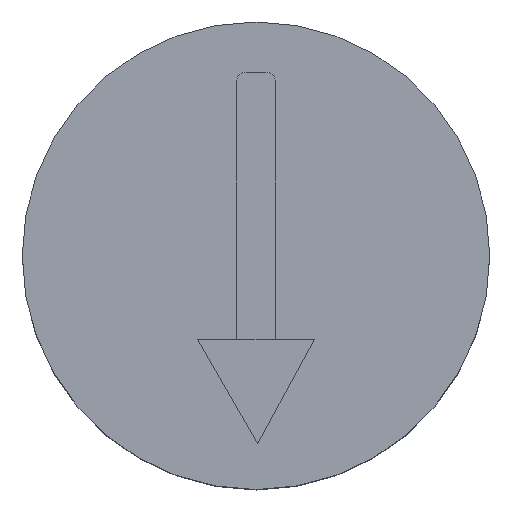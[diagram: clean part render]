
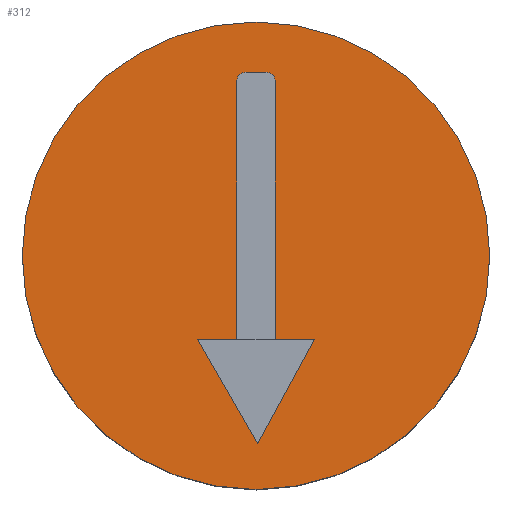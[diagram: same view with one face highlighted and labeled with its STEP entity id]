
A CAD part, top view. The second image highlights one B-rep face of the part: STEP entity #312.
In plain terms, the highlighted planar face has unit normal (0, 0, 1).
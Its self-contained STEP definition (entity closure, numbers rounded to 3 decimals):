
#16=FACE_BOUND('',#76,.T.);
#21=CIRCLE('',#343,0.175);
#23=CIRCLE('',#347,0.175);
#32=CIRCLE('',#366,4.2);
#55=FACE_OUTER_BOUND('',#75,.T.);
#75=EDGE_LOOP('',(#272));
#76=EDGE_LOOP('',(#273,#274,#275,#276,#277,#278,#279,#280,#281));
#77=LINE('',#466,#105);
#81=LINE('',#475,#109);
#83=LINE('',#478,#111);
#86=LINE('',#483,#114);
#90=LINE('',#492,#118);
#94=LINE('',#504,#122);
#98=LINE('',#515,#126);
#105=VECTOR('',#372,10.);
#109=VECTOR('',#378,10.);
#111=VECTOR('',#380,10.);
#114=VECTOR('',#385,10.);
#118=VECTOR('',#393,10.);
#122=VECTOR('',#405,10.);
#126=VECTOR('',#417,10.);
#133=VERTEX_POINT('',#464);
#134=VERTEX_POINT('',#465);
#137=VERTEX_POINT('',#473);
#138=VERTEX_POINT('',#474);
#139=VERTEX_POINT('',#476);
#143=VERTEX_POINT('',#491);
#145=VERTEX_POINT('',#497);
#147=VERTEX_POINT('',#503);
#149=VERTEX_POINT('',#509);
#158=VERTEX_POINT('',#545);
#159=EDGE_CURVE('',#133,#134,#77,.T.);
#163=EDGE_CURVE('',#137,#138,#81,.T.);
#165=EDGE_CURVE('',#134,#139,#83,.T.);
#168=EDGE_CURVE('',#138,#133,#86,.T.);
#172=EDGE_CURVE('',#143,#137,#90,.T.);
#175=EDGE_CURVE('',#145,#143,#21,.T.);
#178=EDGE_CURVE('',#147,#145,#94,.T.);
#181=EDGE_CURVE('',#149,#147,#23,.T.);
#184=EDGE_CURVE('',#139,#149,#98,.T.);
#198=EDGE_CURVE('',#158,#158,#32,.T.);
#272=ORIENTED_EDGE('',*,*,#198,.F.);
#273=ORIENTED_EDGE('',*,*,#165,.T.);
#274=ORIENTED_EDGE('',*,*,#184,.T.);
#275=ORIENTED_EDGE('',*,*,#181,.T.);
#276=ORIENTED_EDGE('',*,*,#178,.T.);
#277=ORIENTED_EDGE('',*,*,#175,.T.);
#278=ORIENTED_EDGE('',*,*,#172,.T.);
#279=ORIENTED_EDGE('',*,*,#163,.T.);
#280=ORIENTED_EDGE('',*,*,#168,.T.);
#281=ORIENTED_EDGE('',*,*,#159,.T.);
#293=PLANE('',#367);
#312=ADVANCED_FACE('',(#55,#16),#293,.F.);
#343=AXIS2_PLACEMENT_3D('',#498,#399,#400);
#347=AXIS2_PLACEMENT_3D('',#510,#411,#412);
#366=AXIS2_PLACEMENT_3D('',#546,#457,#458);
#367=AXIS2_PLACEMENT_3D('',#548,#460,#461);
#372=DIRECTION('',(-0.5,0.866,0.));
#378=DIRECTION('',(1.,0.,0.));
#380=DIRECTION('',(1.,0.,0.));
#385=DIRECTION('',(-0.479,-0.878,0.));
#393=DIRECTION('',(0.,-1.,0.));
#399=DIRECTION('center_axis',(0.,0.,-1.));
#400=DIRECTION('ref_axis',(1.,0.,0.));
#405=DIRECTION('',(1.,0.,0.));
#411=DIRECTION('center_axis',(0.,0.,-1.));
#412=DIRECTION('ref_axis',(0.,1.,0.));
#417=DIRECTION('',(0.,1.,0.));
#457=DIRECTION('center_axis',(0.,0.,-1.));
#458=DIRECTION('ref_axis',(-1.,0.,0.));
#460=DIRECTION('center_axis',(0.,0.,-1.));
#461=DIRECTION('ref_axis',(-1.,0.,0.));
#464=CARTESIAN_POINT('',(0.029,-3.37,5.));
#465=CARTESIAN_POINT('',(-1.05,-1.5,5.));
#466=CARTESIAN_POINT('',(-1.244,-1.165,5.));
#473=CARTESIAN_POINT('',(0.35,-1.5,5.));
#474=CARTESIAN_POINT('',(1.05,-1.5,5.));
#475=CARTESIAN_POINT('',(0.525,-1.5,5.));
#476=CARTESIAN_POINT('',(-0.35,-1.5,5.));
#478=CARTESIAN_POINT('',(0.525,-1.5,5.));
#483=CARTESIAN_POINT('',(0.735,-2.078,5.));
#491=CARTESIAN_POINT('',(0.35,3.125,5.));
#492=CARTESIAN_POINT('',(0.35,-0.75,5.));
#497=CARTESIAN_POINT('',(0.175,3.3,5.));
#498=CARTESIAN_POINT('Origin',(0.175,3.125,5.));
#503=CARTESIAN_POINT('',(-0.175,3.3,5.));
#504=CARTESIAN_POINT('',(0.088,3.3,5.));
#509=CARTESIAN_POINT('',(-0.35,3.125,5.));
#510=CARTESIAN_POINT('Origin',(-0.175,3.125,5.));
#515=CARTESIAN_POINT('',(-0.35,1.563,5.));
#545=CARTESIAN_POINT('',(4.2,0.,5.));
#546=CARTESIAN_POINT('Origin',(0.,0.,5.));
#548=CARTESIAN_POINT('Origin',(0.,0.,5.));
